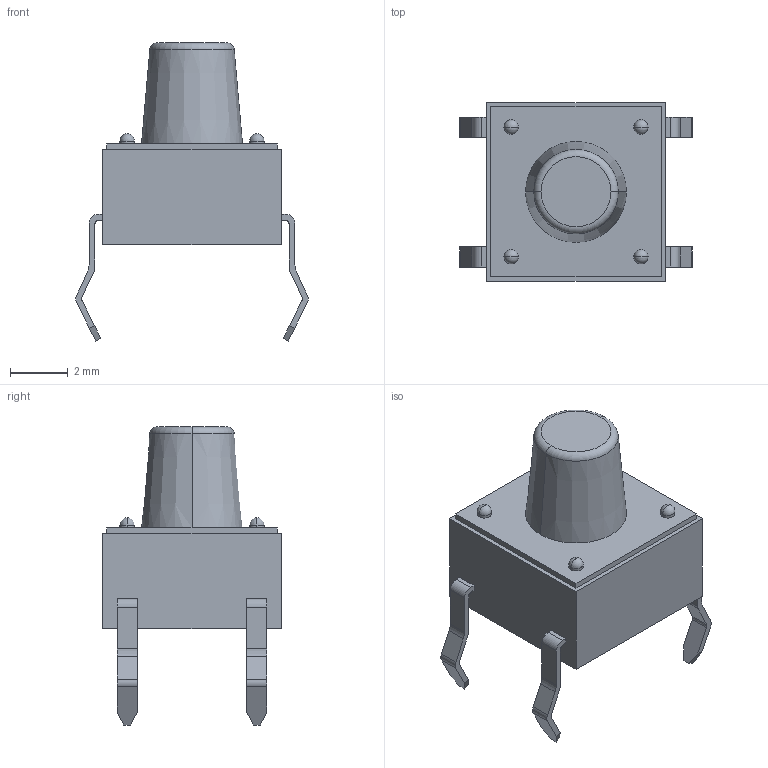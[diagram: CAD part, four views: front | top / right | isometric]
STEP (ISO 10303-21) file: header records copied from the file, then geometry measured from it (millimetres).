
FILE_DESCRIPTION (( 'STEP AP214' ), '1' );
FILE_NAME ('DTS-63N-V.STEP', '2024-05-20T05:49:35', ( '' ), ( '' ), 'SwSTEP 2.0', 'SolidWorks 2022', '' );
FILE_SCHEMA (( 'AUTOMOTIVE_DESIGN' ));
Length unit declared in the file: millimetre
Products named in the file (1): DTS-63N-V
Bounding box: 8.05 x 6.2 x 10.34 mm (x, y, z)
Volume: 164.7 mm3; surface area: 319.4 mm2
Topology: 7 solids, 7 shells, 114 faces, 298 edges, 194 vertices
Faces by surface type: plane 70, cylinder 32, sphere 8, torus 2, cone 2
Entity records: 3642 total; most frequent: DIRECTION 592, CARTESIAN_POINT 583, ORIENTED_EDGE 564, EDGE_CURVE 282, VECTOR 202, LINE 202, AXIS2_PLACEMENT_3D 195, VERTEX_POINT 186
